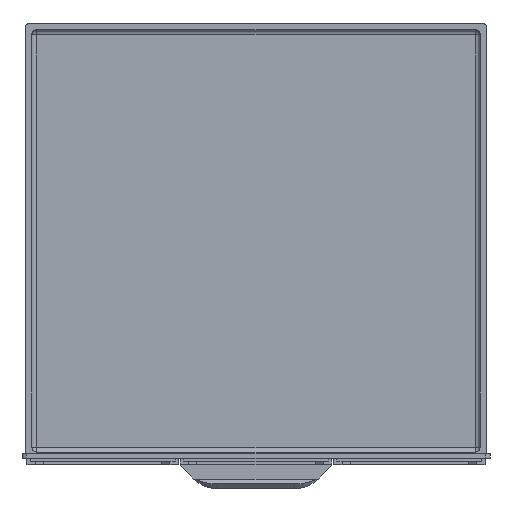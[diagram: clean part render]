
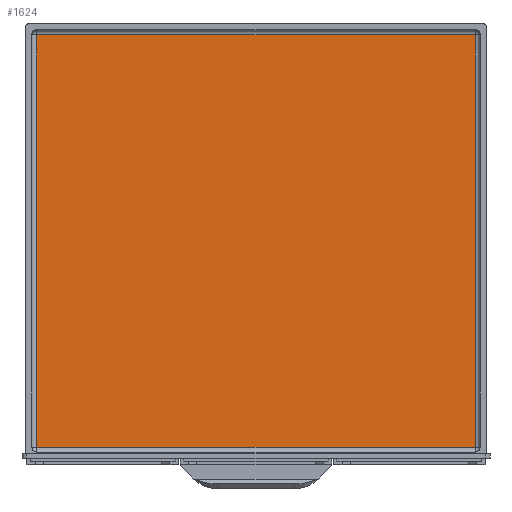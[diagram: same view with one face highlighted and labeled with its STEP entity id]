
A CAD part, top view. The second image highlights one B-rep face of the part: STEP entity #1624.
In plain terms, the highlighted planar face has unit normal (0, 0, 1).
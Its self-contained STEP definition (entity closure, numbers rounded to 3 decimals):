
#117=FACE_OUTER_BOUND('',#211,.T.);
#211=EDGE_LOOP('',(#1213,#1214,#1215,#1216));
#336=LINE('',#2489,#533);
#342=LINE('',#2518,#539);
#344=LINE('',#2521,#541);
#346=LINE('',#2524,#543);
#533=VECTOR('',#2002,10.);
#539=VECTOR('',#2034,10.);
#541=VECTOR('',#2038,10.);
#543=VECTOR('',#2042,10.);
#731=VERTEX_POINT('',#2463);
#736=VERTEX_POINT('',#2476);
#741=VERTEX_POINT('',#2492);
#746=VERTEX_POINT('',#2505);
#910=EDGE_CURVE('',#731,#736,#336,.T.);
#924=EDGE_CURVE('',#736,#746,#342,.T.);
#926=EDGE_CURVE('',#746,#741,#344,.T.);
#928=EDGE_CURVE('',#741,#731,#346,.T.);
#1213=ORIENTED_EDGE('',*,*,#910,.F.);
#1214=ORIENTED_EDGE('',*,*,#928,.F.);
#1215=ORIENTED_EDGE('',*,*,#926,.F.);
#1216=ORIENTED_EDGE('',*,*,#924,.F.);
#1536=PLANE('',#1772);
#1624=ADVANCED_FACE('',(#117),#1536,.F.);
#1772=AXIS2_PLACEMENT_3D('',#2529,#2049,#2050);
#2002=DIRECTION('',(0.,-1.,0.));
#2034=DIRECTION('',(-1.,0.,0.));
#2038=DIRECTION('',(0.,1.,0.));
#2042=DIRECTION('',(1.,0.,0.));
#2049=DIRECTION('center_axis',(0.,0.,-1.));
#2050=DIRECTION('ref_axis',(-1.,0.,0.));
#2463=CARTESIAN_POINT('',(65.89,61.971,-34.39));
#2476=CARTESIAN_POINT('',(65.89,-61.971,-34.39));
#2489=CARTESIAN_POINT('',(65.89,-32.696,-34.39));
#2492=CARTESIAN_POINT('',(-65.89,61.971,-34.39));
#2505=CARTESIAN_POINT('',(-65.89,-61.971,-34.39));
#2518=CARTESIAN_POINT('',(-34.655,-61.971,-34.39));
#2521=CARTESIAN_POINT('',(-65.89,32.696,-34.39));
#2524=CARTESIAN_POINT('',(34.655,61.971,-34.39));
#2529=CARTESIAN_POINT('Origin',(0.,0.,
-34.39));
